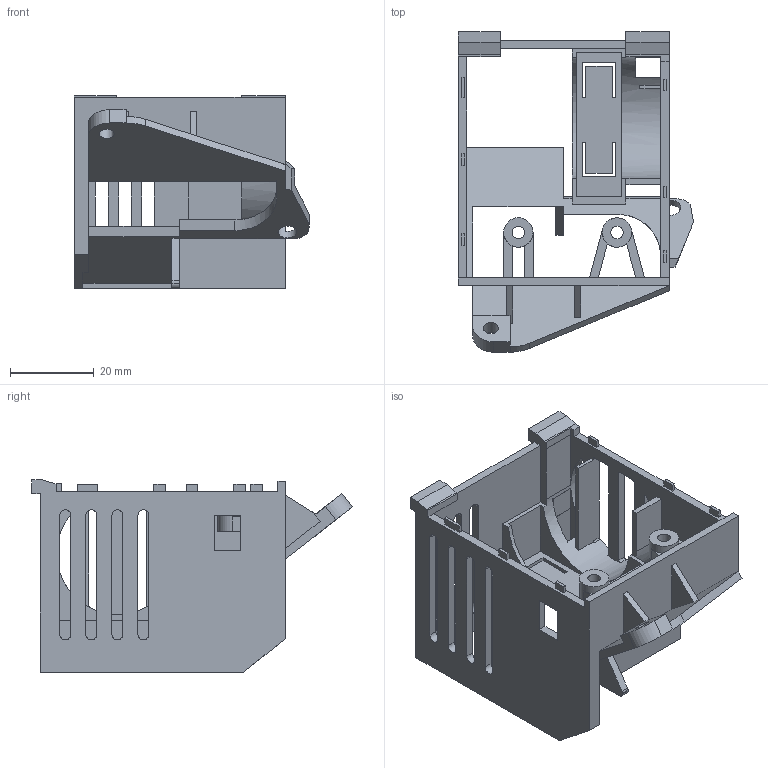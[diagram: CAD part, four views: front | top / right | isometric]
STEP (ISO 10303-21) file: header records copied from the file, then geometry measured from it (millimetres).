
FILE_DESCRIPTION(/* description */ (''),/* implementation_level */ '2;1');
FILE_NAME(/* name */ 'casing2.stp',/* time_stamp */ '2020-11-19T20:22:08+03:00',/* author */ ('Max'),/* organization */ (''),/* preprocessor_version */ 'ST-DEVELOPER v16.5',/* originating_system */ 'Autodesk Inventor 2017',/* authorisation */ '');
FILE_SCHEMA (('AUTOMOTIVE_DESIGN { 1 0 10303 214 3 1 1 }'));
Length unit declared in the file: millimetre
Products named in the file (1): кожух2
Bounding box: 55.98 x 76.32 x 45.8 mm (x, y, z)
Volume: 19768.4 mm3; surface area: 23193.2 mm2
Topology: 1 solids, 1 shells, 230 faces, 691 edges, 457 vertices
Faces by surface type: plane 189, cylinder 41
Full cylindrical faces by diameter (mm): 3 x2, 3.5 x1, 4.5 x1, 7 x2
Entity records: 7759 total; most frequent: CARTESIAN_POINT 1367, ORIENTED_EDGE 1364, DIRECTION 1253, EDGE_CURVE 682, LINE 573, VECTOR 573, VERTEX_POINT 454, AXIS2_PLACEMENT_3D 340
